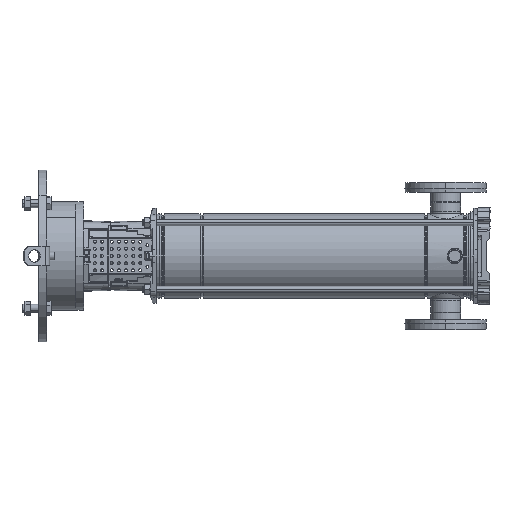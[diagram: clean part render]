
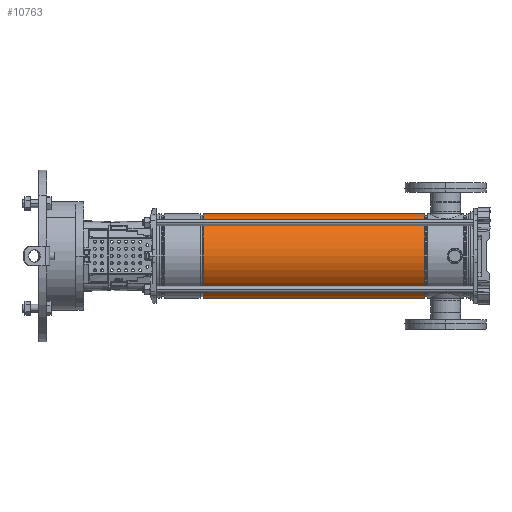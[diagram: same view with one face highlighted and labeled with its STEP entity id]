
A CAD part, left-side view. The second image highlights one B-rep face of the part: STEP entity #10763.
In plain terms, the highlighted cylindrical face has radius 85.9 mm (diameter 171.8 mm), a partial arc.
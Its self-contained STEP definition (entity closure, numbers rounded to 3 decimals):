
#264 = CARTESIAN_POINT ( 'NONE',  ( 85.9, 0., 543.603 ) ) ;
#1474 = ORIENTED_EDGE ( 'NONE', *, *, #2925, .T. ) ;
#2320 = EDGE_LOOP ( 'NONE', ( #58713, #19343, #1474, #16815 ) ) ;
#2925 = EDGE_CURVE ( 'NONE', #27339, #11622, #42015, .T. ) ;
#4044 = EDGE_CURVE ( 'NONE', #35369, #11622, #35456, .T. ) ;
#4352 = CARTESIAN_POINT ( 'NONE',  ( 0., 0., 543.603 ) ) ;
#4363 = CYLINDRICAL_SURFACE ( 'NONE', #37858, 85.9 ) ;
#10343 = DIRECTION ( 'NONE',  ( 0., 0., -1. ) ) ;
#10763 = ADVANCED_FACE ( 'NONE', ( #46014 ), #4363, .T. ) ;
#11622 = VERTEX_POINT ( 'NONE', #26965 ) ;
#11624 = AXIS2_PLACEMENT_3D ( 'NONE', #4352, #18060, #36618 ) ;
#11712 = EDGE_CURVE ( 'NONE', #58826, #35369, #24771, .T. ) ;
#13269 = CARTESIAN_POINT ( 'NONE',  ( 0., 0., 93.897 ) ) ;
#13799 = CARTESIAN_POINT ( 'NONE',  ( 0., 0., 0. ) ) ;
#16815 = ORIENTED_EDGE ( 'NONE', *, *, #4044, .F. ) ;
#18060 = DIRECTION ( 'NONE',  ( 0., 0., -1. ) ) ;
#19343 = ORIENTED_EDGE ( 'NONE', *, *, #54240, .T. ) ;
#19981 = VECTOR ( 'NONE', #10343, 1000. ) ;
#23233 = DIRECTION ( 'NONE',  ( -1., 0., 0. ) ) ;
#24771 = LINE ( 'NONE', #29327, #33999 ) ;
#26965 = CARTESIAN_POINT ( 'NONE',  ( -85.9, 0., 93.897 ) ) ;
#27339 = VERTEX_POINT ( 'NONE', #39673 ) ;
#29327 = CARTESIAN_POINT ( 'NONE',  ( 85.9, 0., 0. ) ) ;
#31061 = CIRCLE ( 'NONE', #11624, 85.9 ) ;
#31801 = CARTESIAN_POINT ( 'NONE',  ( 85.9, 0., 93.897 ) ) ;
#32401 = DIRECTION ( 'NONE',  ( 0., 0., -1. ) ) ;
#33999 = VECTOR ( 'NONE', #46997, 1000. ) ;
#35369 = VERTEX_POINT ( 'NONE', #31801 ) ;
#35456 = CIRCLE ( 'NONE', #51941, 85.9 ) ;
#36618 = DIRECTION ( 'NONE',  ( -1., 0., 0. ) ) ;
#37858 = AXIS2_PLACEMENT_3D ( 'NONE', #13799, #45433, #23233 ) ;
#39673 = CARTESIAN_POINT ( 'NONE',  ( -85.9, 0., 543.603 ) ) ;
#42015 = LINE ( 'NONE', #51464, #19981 ) ;
#42130 = DIRECTION ( 'NONE',  ( -1., 0., 0. ) ) ;
#45433 = DIRECTION ( 'NONE',  ( 0., 0., -1. ) ) ;
#46014 = FACE_OUTER_BOUND ( 'NONE', #2320, .T. ) ;
#46997 = DIRECTION ( 'NONE',  ( 0., 0., -1. ) ) ;
#51464 = CARTESIAN_POINT ( 'NONE',  ( -85.9, 0., 0. ) ) ;
#51941 = AXIS2_PLACEMENT_3D ( 'NONE', #13269, #32401, #42130 ) ;
#54240 = EDGE_CURVE ( 'NONE', #58826, #27339, #31061, .T. ) ;
#58713 = ORIENTED_EDGE ( 'NONE', *, *, #11712, .F. ) ;
#58826 = VERTEX_POINT ( 'NONE', #264 ) ;
